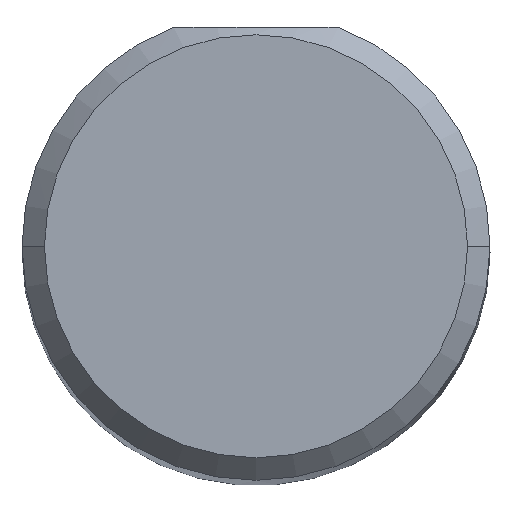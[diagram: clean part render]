
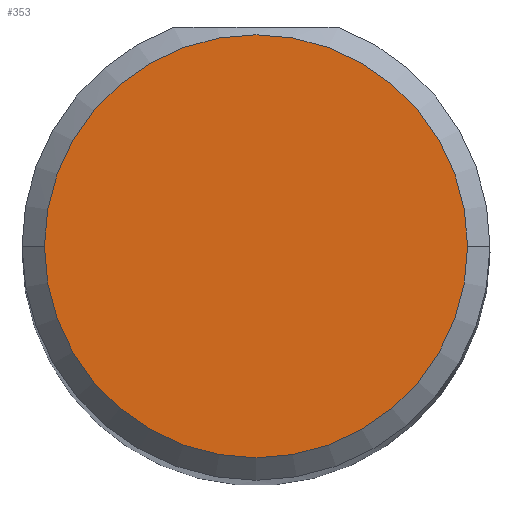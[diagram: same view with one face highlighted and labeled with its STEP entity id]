
A CAD part, top view. The second image highlights one B-rep face of the part: STEP entity #353.
In plain terms, the highlighted planar face has unit normal (0, 0, 1).
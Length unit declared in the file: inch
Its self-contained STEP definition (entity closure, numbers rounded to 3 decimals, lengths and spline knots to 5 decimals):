
#75 = DIRECTION ( 'NONE',  ( 1., 0., 0. ) ) ;
#83 = CIRCLE ( 'NONE', #304, 0.14125 ) ;
#107 = EDGE_LOOP ( 'NONE', ( #300, #375 ) ) ;
#131 = DIRECTION ( 'NONE',  ( 0., 0., 1. ) ) ;
#135 = DIRECTION ( 'NONE',  ( 1., 0., 0. ) ) ;
#152 = CARTESIAN_POINT ( 'NONE',  ( 0., 0., 2.5 ) ) ;
#155 = PLANE ( 'NONE',  #239 ) ;
#209 = VERTEX_POINT ( 'NONE', #345 ) ;
#236 = DIRECTION ( 'NONE',  ( 1., 0., 0. ) ) ;
#239 = AXIS2_PLACEMENT_3D ( 'NONE', #152, #438, #236 ) ;
#244 = DIRECTION ( 'NONE',  ( 0., 0., 1. ) ) ;
#257 = CARTESIAN_POINT ( 'NONE',  ( 0., 0., 2.5 ) ) ;
#300 = ORIENTED_EDGE ( 'NONE', *, *, #435, .T. ) ;
#304 = AXIS2_PLACEMENT_3D ( 'NONE', #402, #244, #75 ) ;
#318 = FACE_OUTER_BOUND ( 'NONE', #107, .T. ) ;
#345 = CARTESIAN_POINT ( 'NONE',  ( -0.14125, 0., 2.5 ) ) ;
#353 = ADVANCED_FACE ( 'NONE', ( #318 ), #155, .T. ) ;
#375 = ORIENTED_EDGE ( 'NONE', *, *, #513, .T. ) ;
#377 = AXIS2_PLACEMENT_3D ( 'NONE', #257, #131, #135 ) ;
#402 = CARTESIAN_POINT ( 'NONE',  ( 0., 0., 2.5 ) ) ;
#408 = VERTEX_POINT ( 'NONE', #484 ) ;
#435 = EDGE_CURVE ( 'NONE', #209, #408, #83, .T. ) ;
#438 = DIRECTION ( 'NONE',  ( 0., 0., 1. ) ) ;
#484 = CARTESIAN_POINT ( 'NONE',  ( 0.14125, 0., 2.5 ) ) ;
#513 = EDGE_CURVE ( 'NONE', #408, #209, #515, .T. ) ;
#515 = CIRCLE ( 'NONE', #377, 0.14125 ) ;
